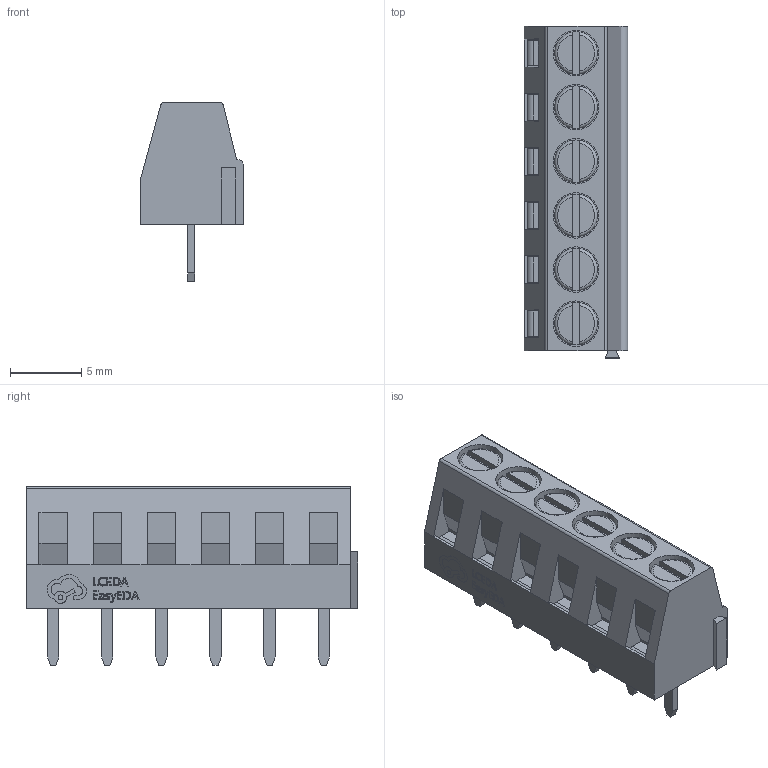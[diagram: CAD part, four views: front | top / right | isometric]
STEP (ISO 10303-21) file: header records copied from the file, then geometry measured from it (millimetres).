
FILE_DESCRIPTION(/* description */ ('','CAx-IF Rec.Pracs.---Representation and Presentation of Product Manufacturing Information (PMI)---4.0---2014-10-13'),/* implementation_level */ '2;1');
FILE_NAME(/* name */ 'iZK6-P1.step',/* time_stamp */ '2024-12-01T22:33:32+01:00',/* author */ (''),/* organization */ (''),/* preprocessor_version */ 'ST-DEVELOPER v20',/* originating_system */ 'Autodesk Translation Framework v13.20.0.188',/* authorisation */ '');
FILE_SCHEMA (('AP242_MANAGED_MODEL_BASED_3D_ENGINEERING_MIM_LF { 1 0 10303 442 1 1 4 }'));
Length unit declared in the file: millimetre
Products named in the file (3): iZK6-P1; CONN-TH_6P-P3.81_WJ124-3.81-6P; COMPOUND
Assembly tree (2 placements, depth 3):
  iZK6-P1
    CONN-TH_6P-P3.81_WJ124-3.81-6P
      COMPOUND
Bounding box: 7.3 x 23.36 x 12.6 mm (x, y, z)
Volume: 1141.5 mm3; surface area: 1200.4 mm2
Topology: 14 solids, 14 shells, 567 faces, 1488 edges, 980 vertices
Faces by surface type: plane 410, bspline 112, cylinder 33, torus 12
Full cylindrical faces by diameter (mm): 3 x6, 3.2 x6
Entity records: 19234 total; most frequent: CARTESIAN_POINT 5108, ORIENTED_EDGE 2976, DIRECTION 2422, EDGE_CURVE 1488, LINE 1138, VECTOR 1138, VERTEX_POINT 980, AXIS2_PLACEMENT_3D 642
